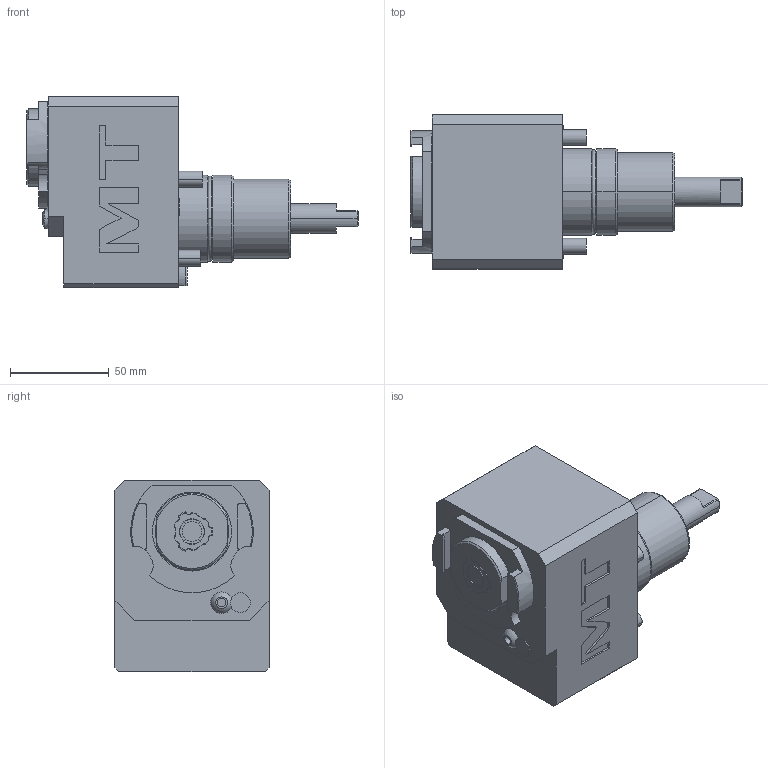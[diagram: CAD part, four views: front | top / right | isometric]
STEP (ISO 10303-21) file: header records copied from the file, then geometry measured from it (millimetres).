
FILE_DESCRIPTION((''),'2;1');
FILE_NAME('NKM1690316_CONF','2023-03-09T16:27:19',('sterribile'),('M.T. srl'),'CREO PARAMETRIC BY PTC INC, 2021072','CREO PARAMETRIC BY PTC INC, 2021072','');
FILE_SCHEMA(('CONFIG_CONTROL_DESIGN'));
Length unit declared in the file: millimetre
Products named in the file (1): NKM1690316_CONF
Bounding box: 168 x 78 x 97 mm (x, y, z)
Volume: 585562.8 mm3; surface area: 55124.5 mm2
Topology: 1 solids, 1 shells, 260 faces, 644 edges, 416 vertices
Faces by surface type: plane 126, cylinder 67, cone 37, torus 13, bspline 12, extrusion 4, sphere 1
Entity records: 8380 total; most frequent: CARTESIAN_POINT 2160, ORIENTED_EDGE 1288, DIRECTION 1270, EDGE_CURVE 644, AXIS2_PLACEMENT_3D 462, VERTEX_POINT 416, VECTOR 346, LINE 342
